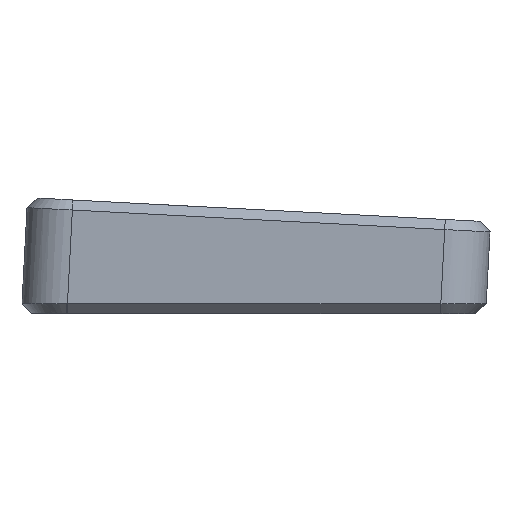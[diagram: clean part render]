
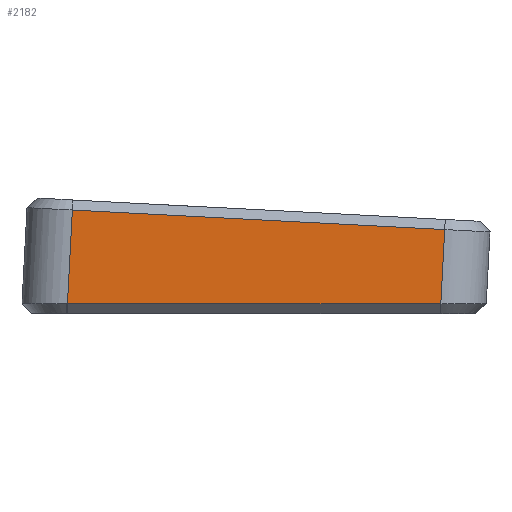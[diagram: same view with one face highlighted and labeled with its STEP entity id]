
A CAD part, left-side view. The second image highlights one B-rep face of the part: STEP entity #2182.
In plain terms, the highlighted planar face has unit normal (-1, 0, 0).
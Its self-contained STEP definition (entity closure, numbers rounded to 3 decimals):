
#41=B_SPLINE_CURVE_WITH_KNOTS('',3,(#3638,#3639,#3640,#3641),
 .UNSPECIFIED.,.F.,.F.,(4,4),(1.559,1.571),
 .UNSPECIFIED.);
#250=FACE_OUTER_BOUND('',#382,.T.);
#382=EDGE_LOOP('',(#1711,#1712,#1713,#1714,#1715));
#562=LINE('',#3510,#777);
#573=LINE('',#3705,#788);
#574=LINE('',#3707,#789);
#575=LINE('',#3708,#790);
#777=VECTOR('',#2783,10.);
#788=VECTOR('',#2800,10.);
#789=VECTOR('',#2801,10.);
#790=VECTOR('',#2802,10.);
#998=VERTEX_POINT('',#3503);
#1001=VERTEX_POINT('',#3508);
#1002=VERTEX_POINT('',#3559);
#1014=VERTEX_POINT('',#3704);
#1015=VERTEX_POINT('',#3706);
#1248=EDGE_CURVE('',#1001,#998,#562,.T.);
#1261=EDGE_CURVE('',#1002,#1001,#41,.T.);
#1271=EDGE_CURVE('',#1014,#1002,#573,.T.);
#1272=EDGE_CURVE('',#1015,#1014,#574,.T.);
#1273=EDGE_CURVE('',#998,#1015,#575,.T.);
#1711=ORIENTED_EDGE('',*,*,#1248,.F.);
#1712=ORIENTED_EDGE('',*,*,#1261,.F.);
#1713=ORIENTED_EDGE('',*,*,#1271,.F.);
#1714=ORIENTED_EDGE('',*,*,#1272,.F.);
#1715=ORIENTED_EDGE('',*,*,#1273,.F.);
#2088=PLANE('',#2366);
#2182=ADVANCED_FACE('',(#250),#2088,.T.);
#2366=AXIS2_PLACEMENT_3D('',#3703,#2798,#2799);
#2783=DIRECTION('',(0.,1.,0.));
#2798=DIRECTION('center_axis',(-1.,0.,0.));
#2799=DIRECTION('ref_axis',(0.,-0.999,-0.052));
#2800=DIRECTION('',(0.,0.052,-0.999));
#2801=DIRECTION('',(0.,-0.999,-0.052));
#2802=DIRECTION('',(0.,-0.052,0.999));
#3503=CARTESIAN_POINT('',(6.323,45.507,1.788));
#3508=CARTESIAN_POINT('',(6.323,-28.44,1.788));
#3510=CARTESIAN_POINT('',(6.323,31.473,1.788));
#3559=CARTESIAN_POINT('',(6.323,-28.545,1.788));
#3638=CARTESIAN_POINT('Ctrl Pts',(6.323,-28.545,1.788));
#3639=CARTESIAN_POINT('Ctrl Pts',(6.323,-28.51,1.788));
#3640=CARTESIAN_POINT('Ctrl Pts',(6.323,-28.475,1.788));
#3641=CARTESIAN_POINT('Ctrl Pts',(6.323,-28.44,1.788));
#3703=CARTESIAN_POINT('Origin',(6.323,54.36,4.815));
#3704=CARTESIAN_POINT('',(6.323,-29.316,16.511));
#3705=CARTESIAN_POINT('',(6.323,-28.476,0.473));
#3706=CARTESIAN_POINT('',(6.323,44.532,20.382));
#3707=CARTESIAN_POINT('',(6.323,30.564,19.65));
#3708=CARTESIAN_POINT('',(6.323,45.373,4.344));
